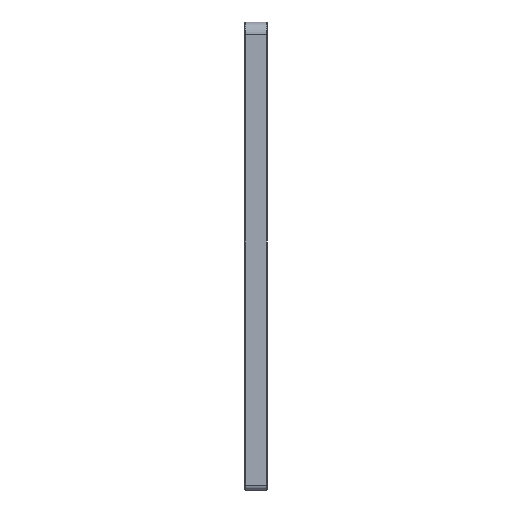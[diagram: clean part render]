
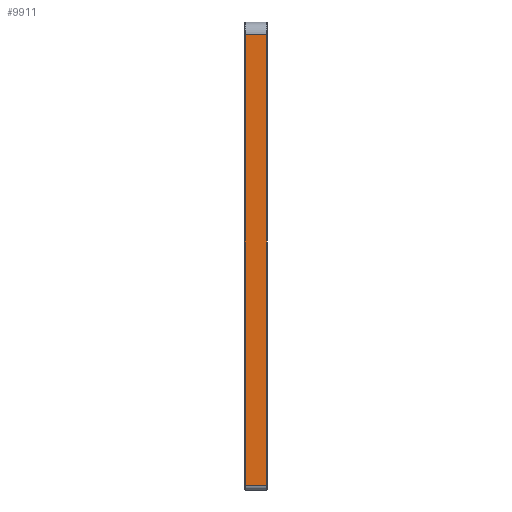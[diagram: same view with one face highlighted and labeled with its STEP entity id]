
A CAD part, left-side view. The second image highlights one B-rep face of the part: STEP entity #9911.
In plain terms, the highlighted planar face has unit normal (-1, 0, 0).
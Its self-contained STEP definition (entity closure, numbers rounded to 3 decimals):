
#829=FACE_OUTER_BOUND('',#1467,.T.);
#1467=EDGE_LOOP('',(#7227,#7228,#7229,#7230));
#2182=LINE('',#15205,#3278);
#2197=LINE('',#15245,#3293);
#2198=LINE('',#15249,#3294);
#2199=LINE('',#15250,#3295);
#3278=VECTOR('',#12262,10.);
#3293=VECTOR('',#12307,10.);
#3294=VECTOR('',#12312,10.);
#3295=VECTOR('',#12313,10.);
#4437=VERTEX_POINT('',#15202);
#4438=VERTEX_POINT('',#15204);
#4448=VERTEX_POINT('',#15244);
#4449=VERTEX_POINT('',#15248);
#5454=EDGE_CURVE('',#4437,#4438,#2182,.T.);
#5474=EDGE_CURVE('',#4438,#4448,#2197,.T.);
#5476=EDGE_CURVE('',#4449,#4437,#2198,.T.);
#5477=EDGE_CURVE('',#4448,#4449,#2199,.T.);
#7227=ORIENTED_EDGE('',*,*,#5454,.F.);
#7228=ORIENTED_EDGE('',*,*,#5476,.F.);
#7229=ORIENTED_EDGE('',*,*,#5477,.F.);
#7230=ORIENTED_EDGE('',*,*,#5474,.F.);
#9417=PLANE('',#10747);
#9911=ADVANCED_FACE('',(#829),#9417,.T.);
#10747=AXIS2_PLACEMENT_3D('',#15247,#12310,#12311);
#12262=DIRECTION('',(0.,0.,1.));
#12307=DIRECTION('',(0.,-1.,0.));
#12310=DIRECTION('center_axis',(-1.,0.,0.));
#12311=DIRECTION('ref_axis',(0.,0.,-1.));
#12312=DIRECTION('',(0.,1.,0.));
#12313=DIRECTION('',(0.,0.,-1.));
#15202=CARTESIAN_POINT('',(-84.,-0.15,-108.4));
#15204=CARTESIAN_POINT('',(-84.,-0.15,34.15));
#15205=CARTESIAN_POINT('',(-84.,-0.15,1.15));
#15244=CARTESIAN_POINT('',(-84.,-6.85,34.15));
#15245=CARTESIAN_POINT('',(-84.,0.,34.15));
#15247=CARTESIAN_POINT('Origin',(-84.,0.,38.15));
#15248=CARTESIAN_POINT('',(-84.,-6.85,-108.4));
#15249=CARTESIAN_POINT('',(-84.,0.,-108.4));
#15250=CARTESIAN_POINT('',(-84.,-6.85,1.15));
